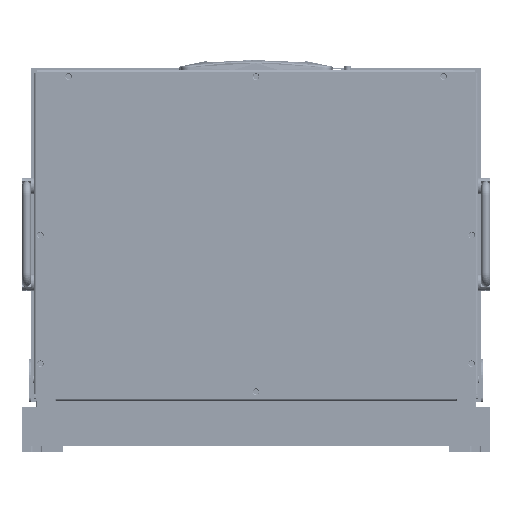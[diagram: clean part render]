
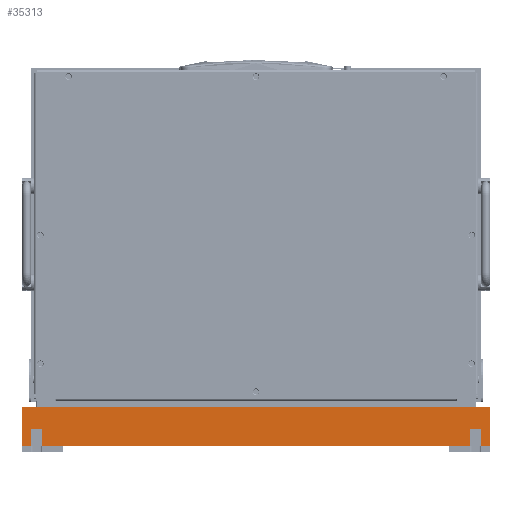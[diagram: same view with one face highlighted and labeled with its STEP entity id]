
A CAD part, front view. The second image highlights one B-rep face of the part: STEP entity #35313.
In plain terms, the highlighted planar face has unit normal (0, -1, 0).
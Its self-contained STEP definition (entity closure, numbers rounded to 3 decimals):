
#1716 = VERTEX_POINT ( 'NONE', #67303 ) ;
#2253 = CARTESIAN_POINT ( 'NONE',  ( -242., -4., 20. ) ) ;
#2617 = DIRECTION ( 'NONE',  ( 0., 0., 1. ) ) ;
#3818 = VECTOR ( 'NONE', #14691, 1000. ) ;
#5447 = EDGE_CURVE ( 'NONE', #41246, #20301, #45713, .T. ) ;
#5833 = CARTESIAN_POINT ( 'NONE',  ( 224., -4., 2. ) ) ;
#6918 = VERTEX_POINT ( 'NONE', #72935 ) ;
#7052 = PLANE ( 'NONE',  #70343 ) ;
#7089 = ORIENTED_EDGE ( 'NONE', *, *, #5447, .T. ) ;
#7395 = ORIENTED_EDGE ( 'NONE', *, *, #71720, .T. ) ;
#7693 = VECTOR ( 'NONE', #7994, 1000. ) ;
#7994 = DIRECTION ( 'NONE',  ( 0., 0., -1. ) ) ;
#8580 = EDGE_CURVE ( 'NONE', #54306, #55721, #21445, .T. ) ;
#8648 = EDGE_CURVE ( 'NONE', #16800, #64547, #28902, .T. ) ;
#9396 = LINE ( 'NONE', #69445, #72089 ) ;
#9778 = LINE ( 'NONE', #56255, #71535 ) ;
#10497 = EDGE_CURVE ( 'NONE', #23995, #83830, #54433, .T. ) ;
#10680 = ORIENTED_EDGE ( 'NONE', *, *, #11437, .T. ) ;
#11437 = EDGE_CURVE ( 'NONE', #43019, #54306, #27478, .T. ) ;
#13625 = DIRECTION ( 'NONE',  ( 0., -1., 0. ) ) ;
#14238 = LINE ( 'NONE', #54118, #3818 ) ;
#14590 = LINE ( 'NONE', #49596, #85815 ) ;
#14626 = CARTESIAN_POINT ( 'NONE',  ( 242., -4., 20. ) ) ;
#14691 = DIRECTION ( 'NONE',  ( -1., 0., 0. ) ) ;
#14763 = ORIENTED_EDGE ( 'NONE', *, *, #59901, .T. ) ;
#15428 = DIRECTION ( 'NONE',  ( 1., 0., 0. ) ) ;
#16051 = ORIENTED_EDGE ( 'NONE', *, *, #78801, .F. ) ;
#16221 = ORIENTED_EDGE ( 'NONE', *, *, #8580, .T. ) ;
#16430 = ORIENTED_EDGE ( 'NONE', *, *, #35511, .F. ) ;
#16450 = CARTESIAN_POINT ( 'NONE',  ( -233., -4., 5. ) ) ;
#16704 = CARTESIAN_POINT ( 'NONE',  ( -224., -4., 5. ) ) ;
#16800 = VERTEX_POINT ( 'NONE', #14626 ) ;
#17645 = CARTESIAN_POINT ( 'NONE',  ( 221., -4., 20. ) ) ;
#18495 = CARTESIAN_POINT ( 'NONE',  ( -224., -4., 2. ) ) ;
#18899 = VECTOR ( 'NONE', #74059, 1000. ) ;
#19388 = DIRECTION ( 'NONE',  ( 0., 0., 1. ) ) ;
#20026 = VERTEX_POINT ( 'NONE', #54949 ) ;
#20301 = VERTEX_POINT ( 'NONE', #30385 ) ;
#20576 = CARTESIAN_POINT ( 'NONE',  ( -230., -4., 2. ) ) ;
#21445 = LINE ( 'NONE', #20576, #18899 ) ;
#21753 = VERTEX_POINT ( 'NONE', #60158 ) ;
#21964 = EDGE_CURVE ( 'NONE', #49744, #41246, #41323, .T. ) ;
#22306 = DIRECTION ( 'NONE',  ( 0., 0., -1. ) ) ;
#22861 = CARTESIAN_POINT ( 'NONE',  ( -233., -4., 20. ) ) ;
#23995 = VERTEX_POINT ( 'NONE', #16450 ) ;
#26998 = DIRECTION ( 'NONE',  ( 0., 1., 0. ) ) ;
#27478 = CIRCLE ( 'NONE', #83495, 3. ) ;
#27626 = EDGE_CURVE ( 'NONE', #20301, #29840, #9778, .T. ) ;
#28146 = DIRECTION ( 'NONE',  ( 0., 1., 0. ) ) ;
#28902 = LINE ( 'NONE', #55632, #83377 ) ;
#29840 = VERTEX_POINT ( 'NONE', #5833 ) ;
#29889 = DIRECTION ( 'NONE',  ( 0., 0., -1. ) ) ;
#30117 = DIRECTION ( 'NONE',  ( 0., 0., -1. ) ) ;
#30385 = CARTESIAN_POINT ( 'NONE',  ( 230., -4., 2. ) ) ;
#30846 = DIRECTION ( 'NONE',  ( 1., 0., 0. ) ) ;
#32788 = ORIENTED_EDGE ( 'NONE', *, *, #55727, .F. ) ;
#33599 = CARTESIAN_POINT ( 'NONE',  ( -230., -4., 5. ) ) ;
#35313 = ADVANCED_FACE ( 'NONE', ( #59231 ), #7052, .T. ) ;
#35511 = EDGE_CURVE ( 'NONE', #77901, #21753, #76252, .T. ) ;
#35623 = DIRECTION ( 'NONE',  ( 0., 0., 1. ) ) ;
#36034 = DIRECTION ( 'NONE',  ( 0., 1., 0. ) ) ;
#37649 = CARTESIAN_POINT ( 'NONE',  ( 233., -4., 5. ) ) ;
#38101 = ORIENTED_EDGE ( 'NONE', *, *, #49593, .F. ) ;
#38989 = ORIENTED_EDGE ( 'NONE', *, *, #27626, .T. ) ;
#40062 = AXIS2_PLACEMENT_3D ( 'NONE', #33599, #26998, #52852 ) ;
#40116 = DIRECTION ( 'NONE',  ( 0., 1., 0. ) ) ;
#40998 = VECTOR ( 'NONE', #2617, 1000. ) ;
#41246 = VERTEX_POINT ( 'NONE', #37649 ) ;
#41323 = LINE ( 'NONE', #68024, #7693 ) ;
#41456 = CIRCLE ( 'NONE', #40062, 3. ) ;
#41558 = EDGE_CURVE ( 'NONE', #20026, #43019, #55549, .T. ) ;
#41974 = CARTESIAN_POINT ( 'NONE',  ( -221., -4., 20. ) ) ;
#42182 = CARTESIAN_POINT ( 'NONE',  ( 224., -4., 5. ) ) ;
#43019 = VERTEX_POINT ( 'NONE', #51963 ) ;
#44373 = DIRECTION ( 'NONE',  ( -1., 0., 0. ) ) ;
#45713 = CIRCLE ( 'NONE', #70931, 3. ) ;
#47559 = EDGE_LOOP ( 'NONE', ( #86127, #38101, #16430, #16051, #81375, #65648, #80716, #7089, #38989, #7395, #14763, #32788, #61570, #10680, #16221, #75453 ) ) ;
#48678 = LINE ( 'NONE', #2253, #75641 ) ;
#49593 = EDGE_CURVE ( 'NONE', #21753, #83830, #14590, .T. ) ;
#49596 = CARTESIAN_POINT ( 'NONE',  ( -242., -4., 20. ) ) ;
#49744 = VERTEX_POINT ( 'NONE', #63648 ) ;
#50075 = DIRECTION ( 'NONE',  ( 0., 0., 1. ) ) ;
#51963 = CARTESIAN_POINT ( 'NONE',  ( -221., -4., 5. ) ) ;
#52852 = DIRECTION ( 'NONE',  ( 0., 0., -1. ) ) ;
#54118 = CARTESIAN_POINT ( 'NONE',  ( -242., -4., -20. ) ) ;
#54306 = VERTEX_POINT ( 'NONE', #18495 ) ;
#54433 = LINE ( 'NONE', #67594, #77730 ) ;
#54511 = CARTESIAN_POINT ( 'NONE',  ( 230., -4., 5. ) ) ;
#54949 = CARTESIAN_POINT ( 'NONE',  ( -221., -4., 20. ) ) ;
#55012 = CIRCLE ( 'NONE', #68952, 3. ) ;
#55549 = LINE ( 'NONE', #41974, #59734 ) ;
#55632 = CARTESIAN_POINT ( 'NONE',  ( 242., -4., 20. ) ) ;
#55721 = VERTEX_POINT ( 'NONE', #56140 ) ;
#55727 = EDGE_CURVE ( 'NONE', #20026, #6918, #48678, .T. ) ;
#56140 = CARTESIAN_POINT ( 'NONE',  ( -230., -4., 2. ) ) ;
#56255 = CARTESIAN_POINT ( 'NONE',  ( 230., -4., 2. ) ) ;
#58780 = CARTESIAN_POINT ( 'NONE',  ( 242., -4., -20. ) ) ;
#59231 = FACE_OUTER_BOUND ( 'NONE', #47559, .T. ) ;
#59734 = VECTOR ( 'NONE', #30117, 1000. ) ;
#59901 = EDGE_CURVE ( 'NONE', #1716, #6918, #77724, .T. ) ;
#60158 = CARTESIAN_POINT ( 'NONE',  ( -242., -4., 20. ) ) ;
#61560 = DIRECTION ( 'NONE',  ( 0., 0., 1. ) ) ;
#61570 = ORIENTED_EDGE ( 'NONE', *, *, #41558, .T. ) ;
#61597 = EDGE_CURVE ( 'NONE', #55721, #23995, #41456, .T. ) ;
#63648 = CARTESIAN_POINT ( 'NONE',  ( 233., -4., 20. ) ) ;
#64547 = VERTEX_POINT ( 'NONE', #70957 ) ;
#65648 = ORIENTED_EDGE ( 'NONE', *, *, #73958, .F. ) ;
#66294 = CARTESIAN_POINT ( 'NONE',  ( -242., -4., -20. ) ) ;
#67303 = CARTESIAN_POINT ( 'NONE',  ( 221., -4., 5. ) ) ;
#67594 = CARTESIAN_POINT ( 'NONE',  ( -233., -4., 20. ) ) ;
#68024 = CARTESIAN_POINT ( 'NONE',  ( 233., -4., 20. ) ) ;
#68952 = AXIS2_PLACEMENT_3D ( 'NONE', #42182, #28146, #35623 ) ;
#69445 = CARTESIAN_POINT ( 'NONE',  ( -242., -4., 20. ) ) ;
#70343 = AXIS2_PLACEMENT_3D ( 'NONE', #58780, #13625, #73669 ) ;
#70931 = AXIS2_PLACEMENT_3D ( 'NONE', #54511, #40116, #61560 ) ;
#70957 = CARTESIAN_POINT ( 'NONE',  ( 242., -4., -20. ) ) ;
#71363 = CARTESIAN_POINT ( 'NONE',  ( -242., -4., 20. ) ) ;
#71535 = VECTOR ( 'NONE', #44373, 1000. ) ;
#71720 = EDGE_CURVE ( 'NONE', #29840, #1716, #55012, .T. ) ;
#72089 = VECTOR ( 'NONE', #30846, 1000. ) ;
#72935 = CARTESIAN_POINT ( 'NONE',  ( 221., -4., 20. ) ) ;
#73669 = DIRECTION ( 'NONE',  ( 0., 0., -1. ) ) ;
#73958 = EDGE_CURVE ( 'NONE', #49744, #16800, #9396, .T. ) ;
#74059 = DIRECTION ( 'NONE',  ( -1., 0., 0. ) ) ;
#75449 = DIRECTION ( 'NONE',  ( 1., 0., 0. ) ) ;
#75453 = ORIENTED_EDGE ( 'NONE', *, *, #61597, .T. ) ;
#75641 = VECTOR ( 'NONE', #75449, 1000. ) ;
#76252 = LINE ( 'NONE', #71363, #40998 ) ;
#77724 = LINE ( 'NONE', #17645, #81794 ) ;
#77730 = VECTOR ( 'NONE', #19388, 1000. ) ;
#77901 = VERTEX_POINT ( 'NONE', #66294 ) ;
#78801 = EDGE_CURVE ( 'NONE', #64547, #77901, #14238, .T. ) ;
#80716 = ORIENTED_EDGE ( 'NONE', *, *, #21964, .T. ) ;
#81375 = ORIENTED_EDGE ( 'NONE', *, *, #8648, .F. ) ;
#81794 = VECTOR ( 'NONE', #50075, 1000. ) ;
#83377 = VECTOR ( 'NONE', #22306, 1000. ) ;
#83495 = AXIS2_PLACEMENT_3D ( 'NONE', #16704, #36034, #29889 ) ;
#83830 = VERTEX_POINT ( 'NONE', #22861 ) ;
#85815 = VECTOR ( 'NONE', #15428, 1000. ) ;
#86127 = ORIENTED_EDGE ( 'NONE', *, *, #10497, .T. ) ;
